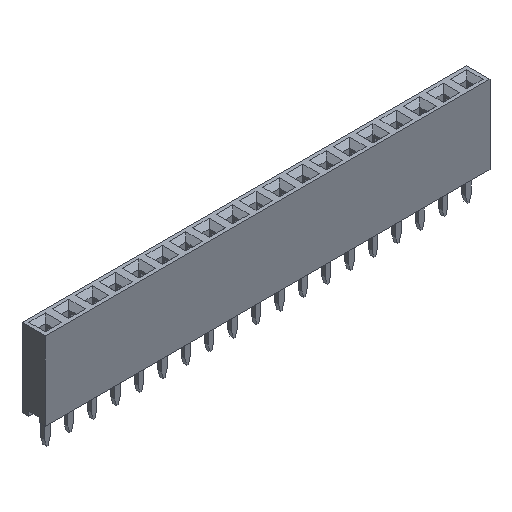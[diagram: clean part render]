
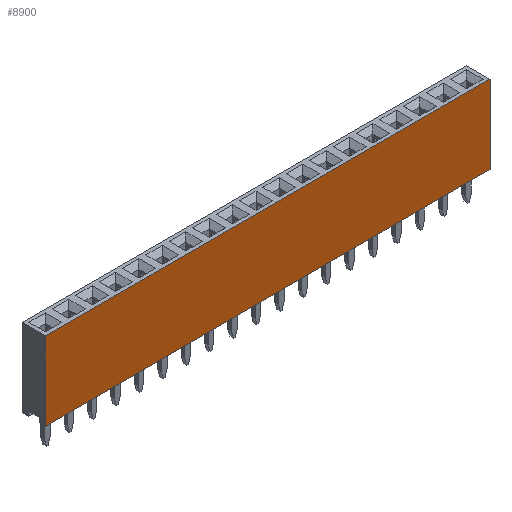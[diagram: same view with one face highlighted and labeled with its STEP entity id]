
A CAD part, isometric view. The second image highlights one B-rep face of the part: STEP entity #8900.
In plain terms, the highlighted planar face has unit normal (0, -1, 0).
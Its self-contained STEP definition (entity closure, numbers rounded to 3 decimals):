
#8900=ADVANCED_FACE('',(#16334),#16336,.T.);
#16334=FACE_BOUND('',#16335,.T.);
#16335=EDGE_LOOP('',(#22113,#22114,#22115,#22116));
#16336=PLANE('',#16337);
#16337=AXIS2_PLACEMENT_3D('',#16338,#16339,#16340);
#16338=CARTESIAN_POINT('',(-1.27,-1.27,0.));
#16339=DIRECTION('',(0.,-1.,0.));
#16340=DIRECTION('',(1.,0.,0.));
#22113=ORIENTED_EDGE('',*,*,#25103,.T.);
#22114=ORIENTED_EDGE('',*,*,#24886,.T.);
#22115=ORIENTED_EDGE('',*,*,#25063,.F.);
#22116=ORIENTED_EDGE('',*,*,#24875,.F.);
#24875=EDGE_CURVE('',#29379,#29381,#29382,.T.);
#24886=EDGE_CURVE('',#29401,#29399,#29402,.T.);
#25063=EDGE_CURVE('',#29381,#29399,#29603,.T.);
#25103=EDGE_CURVE('',#29379,#29401,#29647,.T.);
#29379=VERTEX_POINT('',#39297);
#29381=VERTEX_POINT('',#39301);
#29382=LINE('',#39302,#39303);
#29399=VERTEX_POINT('',#39339);
#29401=VERTEX_POINT('',#39343);
#29402=LINE('',#39344,#39345);
#29603=LINE('',#39903,#39904);
#29647=LINE('',#40027,#40028);
#39297=CARTESIAN_POINT('',(-1.27,-1.27,0.));
#39301=CARTESIAN_POINT('',(-1.27,-1.27,8.5));
#39302=CARTESIAN_POINT('',(-1.27,-1.27,0.));
#39303=VECTOR('',#39304,1.);
#39304=DIRECTION('',(0.,0.,1.));
#39339=CARTESIAN_POINT('',(46.99,-1.27,8.5));
#39343=CARTESIAN_POINT('',(46.99,-1.27,0.));
#39344=CARTESIAN_POINT('',(46.99,-1.27,0.));
#39345=VECTOR('',#39346,1.);
#39346=DIRECTION('',(0.,0.,1.));
#39903=CARTESIAN_POINT('',(-1.27,-1.27,8.5));
#39904=VECTOR('',#39905,1.);
#39905=DIRECTION('',(1.,0.,0.));
#40027=CARTESIAN_POINT('',(-1.27,-1.27,0.));
#40028=VECTOR('',#40029,1.);
#40029=DIRECTION('',(1.,0.,0.));
